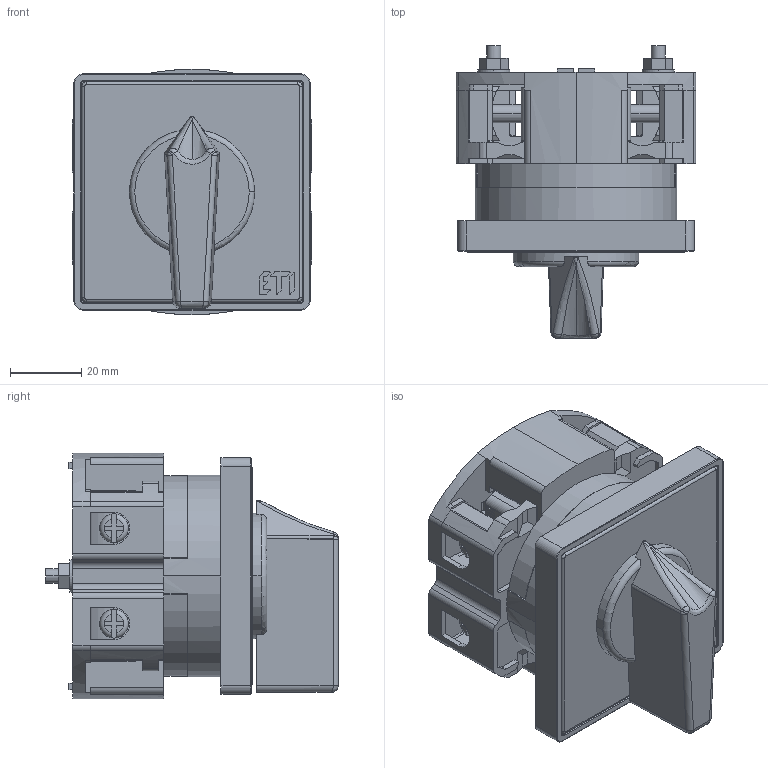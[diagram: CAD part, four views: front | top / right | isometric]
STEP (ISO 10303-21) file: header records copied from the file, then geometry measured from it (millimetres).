
FILE_DESCRIPTION((''),'2;1');
FILE_NAME('ASM0104DF_ASM','2021-10-01T',('marketing.praksa'),('Audax d.o.o.'),'CREO PARAMETRIC BY PTC INC, 2017480','CREO PARAMETRIC BY PTC INC, 2017480','');
FILE_SCHEMA(('AUTOMOTIVE_DESIGN { 1 0 10303 214 1 1 1 1 }'));
Products named in the file (30): BLACK-FRONT-SWITCH_1_1_1_2_1__2; WHITE-1_1_1_1_2_1_1_2; PRT9569_1_1_1_2_1_1_2; MID_1_1_1_2_1_1_2; PRT9573_1_1_1_1_2_1_1_2; PRT9573_1_2_1_1_2_1_1_2; PRT9573_1_3_1_1_2_1_1_2; PRT9573_1_ASM_1_1_2_ASM_1_1_2_ASM; 2SCR_1_1_2_3_1; 2SCR_1_1_2_3_2; 2SCR_1_1_2_3_ASM; 2XSCREWINN_1_1_2_3_1; 2XSCREWINN_1_1_2_3_2; 2XSCREWINN_1_1_2_3_ASM; PRT9566_1_1_2_3_4_5_6_7_8_9___3; PRT9566_1_1_2_3_4_5_6_7_8_9___4; PRT9566_1_1_2_3_4_5_6_7_8_9__12_ASM; INNER-SCREW_ASM_1_1_2_ASM; PRT9570_1_1_2; PRT9569_1_1_2_3; AASDASDD_ASM_1_1_2_ASM; 4-DOWN-COPER_1_1_2_3_4_1; 4-DOWN-COPER_1_1_2_3_4_2; 4-DOWN-COPER_1_1_2_3_4_3; 4-DOWN-COPER_1_1_2_3_4_4; 4-DOWN-COPER_1_1_2_3_4_5; 4-DOWN-COPER_1_1_2_3_4_ASM; COP_ASM_1_1_2_ASM; PRT7284_1_1_2_3_4_1; ASM0104DF_ASM
Assembly tree (30 placements, depth 4):
  ASM0104DF_ASM
    BLACK-FRONT-SWITCH_1_1_1_2_1__2
    WHITE-1_1_1_1_2_1_1_2
    PRT9569_1_1_1_2_1_1_2
    MID_1_1_1_2_1_1_2
    PRT9573_1_ASM_1_1_2_ASM_1_1_2_ASM
      PRT9573_1_1_1_1_2_1_1_2
      PRT9573_1_2_1_1_2_1_1_2
      PRT9573_1_3_1_1_2_1_1_2
    2SCR_1_1_2_3_ASM
      2SCR_1_1_2_3_1
      2SCR_1_1_2_3_2
    INNER-SCREW_ASM_1_1_2_ASM
      2XSCREWINN_1_1_2_3_ASM
        2XSCREWINN_1_1_2_3_1
        2XSCREWINN_1_1_2_3_2
      PRT9566_1_1_2_3_4_5_6_7_8_9__12_ASM
        PRT9566_1_1_2_3_4_5_6_7_8_9___3
        PRT9566_1_1_2_3_4_5_6_7_8_9___4
    COP_ASM_1_1_2_ASM
      AASDASDD_ASM_1_1_2_ASM  x2
        PRT9570_1_1_2
        PRT9569_1_1_2_3
      4-DOWN-COPER_1_1_2_3_4_ASM
        4-DOWN-COPER_1_1_2_3_4_1
        4-DOWN-COPER_1_1_2_3_4_2
        4-DOWN-COPER_1_1_2_3_4_3
        4-DOWN-COPER_1_1_2_3_4_4
        4-DOWN-COPER_1_1_2_3_4_5
    PRT7284_1_1_2_3_4_1
Bounding box: 67.2 x 82.05 x 68.81 mm (x, y, z)
Volume: 145512.3 mm3; surface area: 66357.3 mm2
Topology: 23 solids, 23 shells, 1598 faces, 4262 edges, 2819 vertices
Faces by surface type: plane 1174, cylinder 367, torus 37, bspline 16, sphere 4
Entity records: 68113 total; most frequent: CARTESIAN_POINT 10296, ORIENTED_EDGE 8358, DIRECTION 8006, PRESENTATION_STYLE_ASSIGNMENT 4710, STYLED_ITEM 4710, CURVE_STYLE 4179, EDGE_CURVE 4179, VECTOR 3294
